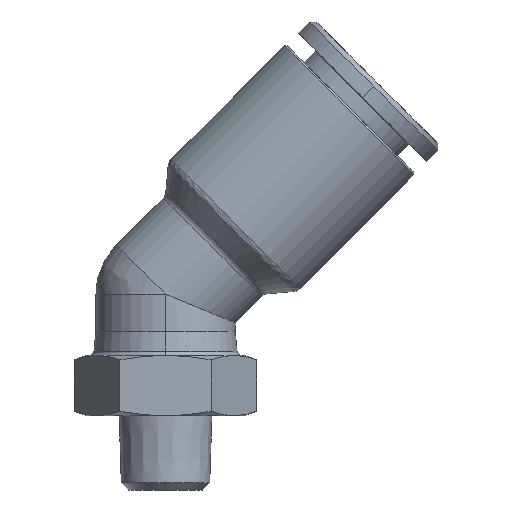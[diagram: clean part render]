
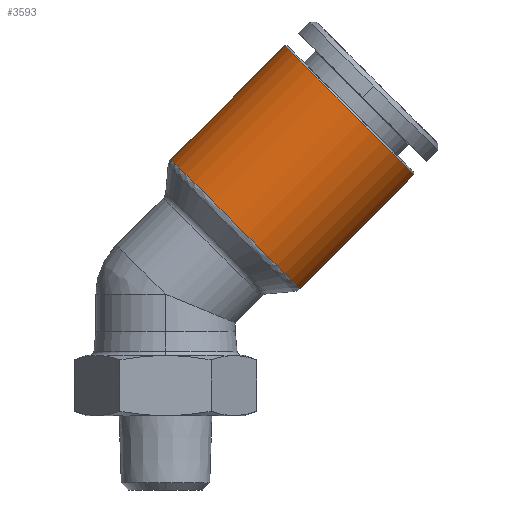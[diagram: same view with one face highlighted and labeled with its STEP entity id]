
A CAD part, front view. The second image highlights one B-rep face of the part: STEP entity #3593.
In plain terms, the highlighted cylindrical face has radius 9.85 mm (diameter 19.7 mm), a partial arc.
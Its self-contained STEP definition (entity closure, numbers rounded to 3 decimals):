
#201 = CIRCLE ( 'NONE', #11743, 9.85 ) ;
#257 = LINE ( 'NONE', #2800, #12019 ) ;
#701 = ORIENTED_EDGE ( 'NONE', *, *, #4070, .T. ) ;
#1207 = DIRECTION ( 'NONE',  ( -0.707, 0., -0.707 ) ) ;
#1788 = VERTEX_POINT ( 'NONE', #13626 ) ;
#2035 = EDGE_CURVE ( 'NONE', #7996, #2616, #12003, .T. ) ;
#2616 = VERTEX_POINT ( 'NONE', #3380 ) ;
#2800 = CARTESIAN_POINT ( 'NONE',  ( 5.968, 0., 25.026 ) ) ;
#3064 = CARTESIAN_POINT ( 'NONE',  ( 19.898, 0., 11.096 ) ) ;
#3380 = CARTESIAN_POINT ( 'NONE',  ( 26.757, 0., 17.955 ) ) ;
#3593 = ADVANCED_FACE ( 'NONE', ( #12525 ), #4418, .T. ) ;
#4068 = VECTOR ( 'NONE', #5246, 1000. ) ;
#4070 = EDGE_CURVE ( 'NONE', #1788, #7996, #201, .T. ) ;
#4410 = CARTESIAN_POINT ( 'NONE',  ( 19.792, 0., 24.92 ) ) ;
#4418 = CYLINDRICAL_SURFACE ( 'NONE', #10246, 9.85 ) ;
#4630 = EDGE_CURVE ( 'NONE', #2616, #6281, #8653, .T. ) ;
#5120 = DIRECTION ( 'NONE',  ( 0.707, 0., -0.707 ) ) ;
#5246 = DIRECTION ( 'NONE',  ( 0.707, 0., 0.707 ) ) ;
#6281 = VERTEX_POINT ( 'NONE', #11839 ) ;
#6344 = DIRECTION ( 'NONE',  ( 0.707, 0., -0.707 ) ) ;
#7155 = AXIS2_PLACEMENT_3D ( 'NONE', #4410, #1207, #8857 ) ;
#7279 = ORIENTED_EDGE ( 'NONE', *, *, #2035, .T. ) ;
#7996 = VERTEX_POINT ( 'NONE', #14136 ) ;
#8045 = ORIENTED_EDGE ( 'NONE', *, *, #12468, .F. ) ;
#8302 = DIRECTION ( 'NONE',  ( 0.707, 0., 0.707 ) ) ;
#8481 = ORIENTED_EDGE ( 'NONE', *, *, #4630, .T. ) ;
#8653 = CIRCLE ( 'NONE', #7155, 9.85 ) ;
#8857 = DIRECTION ( 'NONE',  ( 0.707, 0., -0.707 ) ) ;
#9605 = DIRECTION ( 'NONE',  ( 0.707, 0., 0.707 ) ) ;
#10246 = AXIS2_PLACEMENT_3D ( 'NONE', #11737, #9605, #6344 ) ;
#11719 = DIRECTION ( 'NONE',  ( 0.707, 0., 0.707 ) ) ;
#11737 = CARTESIAN_POINT ( 'NONE',  ( 12.933, 0., 18.061 ) ) ;
#11743 = AXIS2_PLACEMENT_3D ( 'NONE', #13792, #11719, #5120 ) ;
#11839 = CARTESIAN_POINT ( 'NONE',  ( 12.827, 0., 31.885 ) ) ;
#12003 = LINE ( 'NONE', #3064, #4068 ) ;
#12019 = VECTOR ( 'NONE', #8302, 1000. ) ;
#12468 = EDGE_CURVE ( 'NONE', #1788, #6281, #257, .T. ) ;
#12525 = FACE_OUTER_BOUND ( 'NONE', #13742, .T. ) ;
#13626 = CARTESIAN_POINT ( 'NONE',  ( 0.569, 0., 19.626 ) ) ;
#13742 = EDGE_LOOP ( 'NONE', ( #8045, #701, #7279, #8481 ) ) ;
#13792 = CARTESIAN_POINT ( 'NONE',  ( 7.534, 0., 12.661 ) ) ;
#14136 = CARTESIAN_POINT ( 'NONE',  ( 14.499, 0., 5.696 ) ) ;
